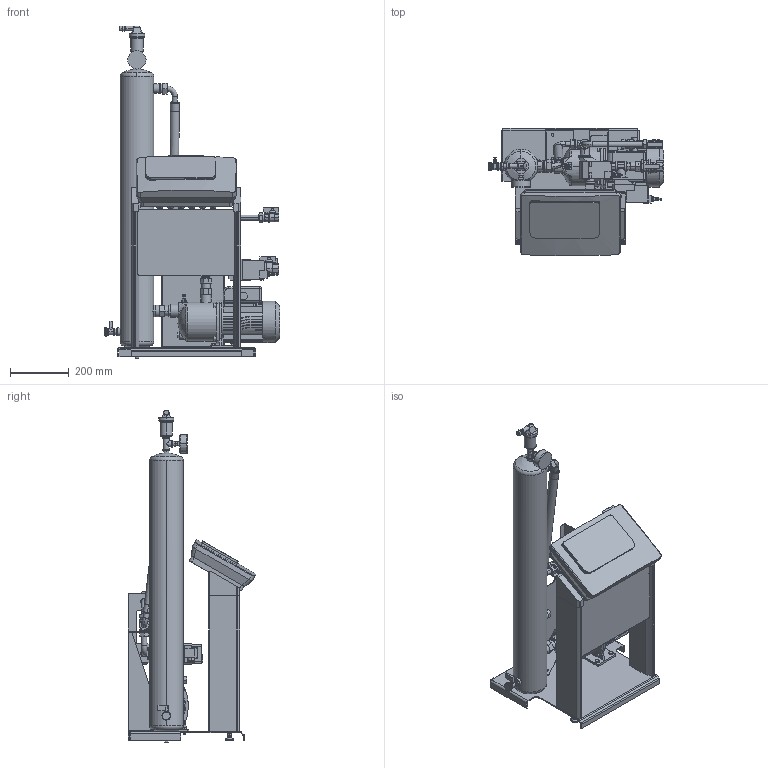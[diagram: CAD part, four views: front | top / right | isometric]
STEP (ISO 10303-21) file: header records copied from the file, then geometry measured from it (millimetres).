
FILE_DESCRIPTION((''),'2;1');
FILE_NAME('3d_Reflex''Servitec60''70°C-8829100.stp','2013-12-20T10:35:16',(''),(''),'Mechanical Desktop 2011','Mechanical Desktop 2011',', , ');
FILE_SCHEMA(('CONFIG_CONTROL_DESIGN'));
Length unit declared in the file: millimetre
Products named in the file (1): Product
Bounding box: 594.55 x 433.53 x 1126 mm (x, y, z)
Volume: 26743252.6 mm3; surface area: 2543370.3 mm2
Topology: 71 solids, 71 shells, 2765 faces, 6874 edges, 4463 vertices
Faces by surface type: plane 1485, cylinder 730, bspline 327, torus 104, cone 100, sphere 19
Entity records: 87529 total; most frequent: CARTESIAN_POINT 21433, ORIENTED_EDGE 13738, DIRECTION 13480, EDGE_CURVE 6869, AXIS2_PLACEMENT_3D 4522, VERTEX_POINT 4463, VECTOR 4436, LINE 4436
